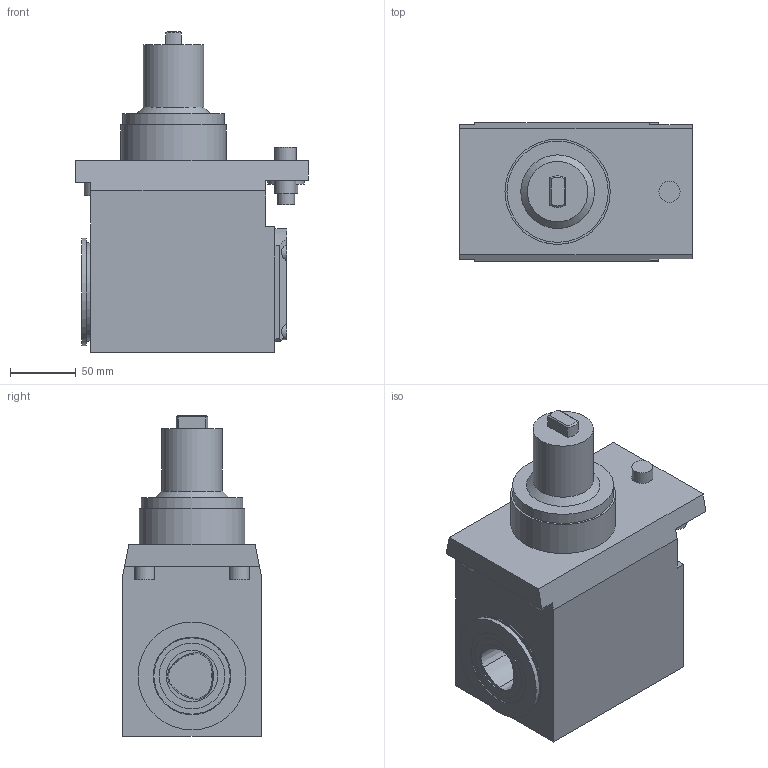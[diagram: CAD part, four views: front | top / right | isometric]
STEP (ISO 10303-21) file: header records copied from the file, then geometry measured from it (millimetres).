
FILE_DESCRIPTION(/* description */ (''),/* implementation_level */ '2;1');
FILE_NAME(/* name */ '1561976947639.stp',/* time_stamp */ '2019-07-01T12:29:11+02:00',/* author */ (''),/* organization */ ('SMS'),/* preprocessor_version */ 'ST-DEVELOPER v16.7',/* originating_system */ 'SIEMENS PLM Software NX 12.0',/* authorisation */ '');
FILE_SCHEMA (('AUTOMOTIVE_DESIGN { 1 0 10303 214 3 1 1 1 }'));
Length unit declared in the file: millimetre
Products named in the file (1): 201818155mod000_02
Bounding box: 177 x 105 x 244 mm (x, y, z)
Volume: 2507007.9 mm3; surface area: 138744 mm2
Topology: 1 solids, 1 shells, 91 faces, 204 edges, 134 vertices
Faces by surface type: plane 52, cylinder 28, cone 11
Full cylindrical faces by diameter (mm): 3 x1, 13 x2, 16 x3, 27.5 x1, 39.2 x1, 46 x1, 50 x1, 75 x1, 77 x1, 80 x1, 82 x1
Entity records: 2551 total; most frequent: CARTESIAN_POINT 478, DIRECTION 453, ORIENTED_EDGE 366, EDGE_CURVE 183, AXIS2_PLACEMENT_3D 179, VERTEX_POINT 130, EDGE_LOOP 127, LINE 95
